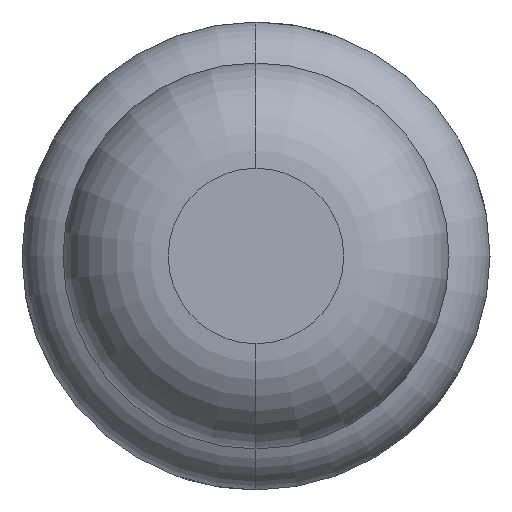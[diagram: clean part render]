
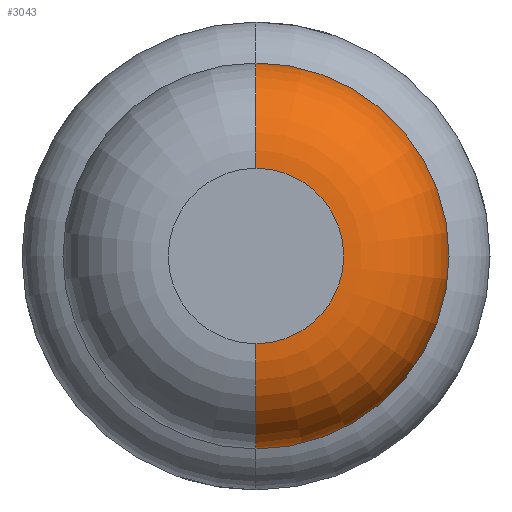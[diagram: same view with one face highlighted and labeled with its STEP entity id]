
A CAD part, front view. The second image highlights one B-rep face of the part: STEP entity #3043.
In plain terms, the highlighted toroidal (fillet/blend) face has major radius 0.375 mm and minor radius 0.45 mm.
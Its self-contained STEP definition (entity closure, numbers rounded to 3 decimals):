
#166 = ORIENTED_EDGE ( 'NONE', *, *, #912, .F. ) ;
#201 = FACE_OUTER_BOUND ( 'NONE', #3469, .T. ) ;
#419 = DIRECTION ( 'NONE',  ( 0., 0., 1. ) ) ;
#570 = TOROIDAL_SURFACE ( 'NONE', #848, 0.375, 0.45 ) ;
#688 = AXIS2_PLACEMENT_3D ( 'NONE', #2472, #3911, #4253 ) ;
#737 = DIRECTION ( 'NONE',  ( 0., 1., 0. ) ) ;
#848 = AXIS2_PLACEMENT_3D ( 'NONE', #3864, #3549, #419 ) ;
#874 = AXIS2_PLACEMENT_3D ( 'NONE', #2122, #2100, #1789 ) ;
#912 = EDGE_CURVE ( 'NONE', #3079, #3693, #1125, .T. ) ;
#1125 = CIRCLE ( 'NONE', #2842, 0.45 ) ;
#1134 = ORIENTED_EDGE ( 'NONE', *, *, #1879, .F. ) ;
#1172 = CIRCLE ( 'NONE', #4256, 0.375 ) ;
#1239 = ORIENTED_EDGE ( 'NONE', *, *, #2278, .T. ) ;
#1250 = CARTESIAN_POINT ( 'NONE',  ( 0., -23.55, -0.825 ) ) ;
#1260 = CARTESIAN_POINT ( 'NONE',  ( 0., -23.55, 0.825 ) ) ;
#1457 = VERTEX_POINT ( 'NONE', #1250 ) ;
#1503 = CIRCLE ( 'NONE', #688, 0.45 ) ;
#1690 = VERTEX_POINT ( 'NONE', #3434 ) ;
#1789 = DIRECTION ( 'NONE',  ( 0., 0., 1. ) ) ;
#1866 = DIRECTION ( 'NONE',  ( 0., 0., 1. ) ) ;
#1879 = EDGE_CURVE ( 'Defeature ausgef�hrt1_3+Defeature ausgef�hrt1_2+Defeature ausgef�hrt1_2+Defeature ausgef�hrt1_2', #3693, #1457, #3171, .T. ) ;
#2100 = DIRECTION ( 'NONE',  ( 0., 1., 0. ) ) ;
#2122 = CARTESIAN_POINT ( 'NONE',  ( 0., -23.55, 0. ) ) ;
#2148 = CARTESIAN_POINT ( 'NONE',  ( 0., -24., 0. ) ) ;
#2278 = EDGE_CURVE ( 'Defeature ausgef�hrt1_2+Defeature ausgef�hrt1_1+Defeature ausgef�hrt1_1+Defeature ausgef�hrt1_1', #3079, #1690, #1172, .T. ) ;
#2472 = CARTESIAN_POINT ( 'NONE',  ( 0., -23.55, -0.375 ) ) ;
#2745 = EDGE_CURVE ( 'NONE', #1690, #1457, #1503, .T. ) ;
#2842 = AXIS2_PLACEMENT_3D ( 'NONE', #3868, #3204, #1866 ) ;
#3043 = ADVANCED_FACE ( 'Defeature ausgef�hrt1_2', ( #201 ), #570, .T. ) ;
#3079 = VERTEX_POINT ( 'NONE', #3951 ) ;
#3171 = CIRCLE ( 'NONE', #874, 0.825 ) ;
#3204 = DIRECTION ( 'NONE',  ( -1., 0., 0. ) ) ;
#3413 = ORIENTED_EDGE ( 'NONE', *, *, #2745, .T. ) ;
#3434 = CARTESIAN_POINT ( 'NONE',  ( 0., -24., -0.375 ) ) ;
#3469 = EDGE_LOOP ( 'NONE', ( #1239, #3413, #1134, #166 ) ) ;
#3537 = DIRECTION ( 'NONE',  ( 0., 0., 1. ) ) ;
#3549 = DIRECTION ( 'NONE',  ( 0., 1., 0. ) ) ;
#3693 = VERTEX_POINT ( 'NONE', #1260 ) ;
#3864 = CARTESIAN_POINT ( 'NONE',  ( 0., -23.55, 0. ) ) ;
#3868 = CARTESIAN_POINT ( 'NONE',  ( 0., -23.55, 0.375 ) ) ;
#3911 = DIRECTION ( 'NONE',  ( 1., 0., 0. ) ) ;
#3951 = CARTESIAN_POINT ( 'NONE',  ( 0., -24., 0.375 ) ) ;
#4253 = DIRECTION ( 'NONE',  ( 0., 0., -1. ) ) ;
#4256 = AXIS2_PLACEMENT_3D ( 'NONE', #2148, #737, #3537 ) ;
